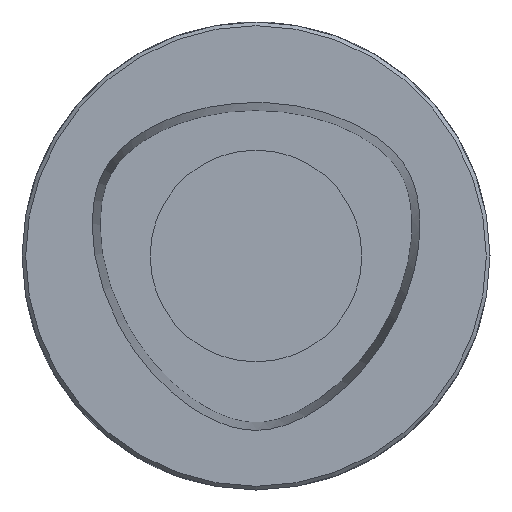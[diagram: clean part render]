
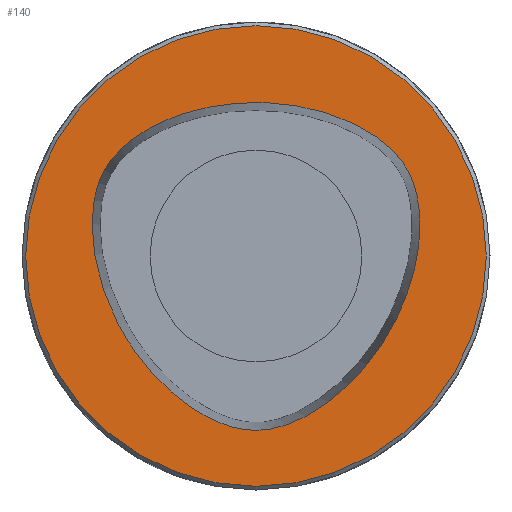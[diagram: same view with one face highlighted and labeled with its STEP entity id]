
A CAD part, left-side view. The second image highlights one B-rep face of the part: STEP entity #140.
In plain terms, the highlighted planar face has unit normal (-1, 0, 0).
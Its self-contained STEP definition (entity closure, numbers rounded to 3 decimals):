
#140=ADVANCED_FACE('',(#202,#203),#175,.F.);
#175=PLANE('',#558);
#192=CIRCLE('',#557,31.);
#202=FACE_BOUND('',#229,.T.);
#203=FACE_BOUND('',#230,.T.);
#229=EDGE_LOOP('',(#279));
#230=EDGE_LOOP('',(#280));
#279=ORIENTED_EDGE('',*,*,#457,.T.);
#280=ORIENTED_EDGE('',*,*,#458,.T.);
#409=VERTEX_POINT('',#814);
#410=VERTEX_POINT('',#889);
#457=EDGE_CURVE('',#409,#409,#192,.T.);
#458=EDGE_CURVE('',#410,#410,#521,.T.);
#521=B_SPLINE_CURVE_WITH_KNOTS('',3,(#815,#816,#817,#818,#819,#820,#821,
#822,#823,#824,#825,#826,#827,#828,#829,#830,#831,#832,#833,#834,#835,#836,
#837,#838,#839,#840,#841,#842,#843,#844,#845,#846,#847,#848,#849,#850,#851,
#852,#853,#854,#855,#856,#857,#858,#859,#860,#861,#862,#863,#864,#865,#866,
#867,#868,#869,#870,#871,#872,#873,#874,#875,#876,#877,#878,#879,#880,#881,
#882,#883,#884,#885,#886,#887,#888),.UNSPECIFIED.,.T.,.F.,(2,2,2,2,2,2,
2,2,2,2,2,2,2,2,2,2,2,2,2,2,2,2,2,2,2,2,2,2,2,2,2,2,2,2,2,2,2,2,2),(-0.063,
0.,0.031,0.063,0.094,0.125,0.141,0.156,0.172,0.188,
0.219,0.25,0.281,0.313,0.344,0.375,0.406,0.438,0.453,0.469,
0.484,0.5,0.531,0.563,0.625,0.656,0.688,0.719,0.75,0.781,0.797,
0.813,0.828,0.844,0.875,0.906,0.938,1.,1.031),.UNSPECIFIED.);
#557=AXIS2_PLACEMENT_3D('',#813,#613,#614);
#558=AXIS2_PLACEMENT_3D('',#890,#615,#616);
#613=DIRECTION('',(-1.,0.,0.));
#614=DIRECTION('',(0.,0.,-1.));
#615=DIRECTION('',(1.,0.,0.));
#616=DIRECTION('',(0.,0.,-1.));
#813=CARTESIAN_POINT('',(0.,0.,0.));
#814=CARTESIAN_POINT('',(0.,0.,-31.));
#815=CARTESIAN_POINT('',(0.,17.257,-11.64));
#816=CARTESIAN_POINT('',(0.,19.269,-7.775));
#817=CARTESIAN_POINT('',(0.,19.849,-6.457));
#818=CARTESIAN_POINT('',(0.,20.829,-3.747));
#819=CARTESIAN_POINT('',(0.,21.23,-2.348));
#820=CARTESIAN_POINT('',(0.,21.815,0.48));
#821=CARTESIAN_POINT('',(0.,21.999,1.904));
#822=CARTESIAN_POINT('',(0.,22.108,4.78));
#823=CARTESIAN_POINT('',(0.,22.031,6.248));
#824=CARTESIAN_POINT('',(0.,21.637,8.379));
#825=CARTESIAN_POINT('',(0.,21.459,9.079));
#826=CARTESIAN_POINT('',(0.,20.981,10.454));
#827=CARTESIAN_POINT('',(0.,20.678,11.127));
#828=CARTESIAN_POINT('',(0.,19.951,12.379));
#829=CARTESIAN_POINT('',(0.,19.527,12.966));
#830=CARTESIAN_POINT('',(0.,18.568,14.07));
#831=CARTESIAN_POINT('',(0.,18.043,14.578));
#832=CARTESIAN_POINT('',(0.,16.388,15.983));
#833=CARTESIAN_POINT('',(0.,15.156,16.779));
#834=CARTESIAN_POINT('',(0.,12.597,18.123));
#835=CARTESIAN_POINT('',(0.,11.267,18.673));
#836=CARTESIAN_POINT('',(0.,8.526,19.575));
#837=CARTESIAN_POINT('',(0.,7.109,19.925));
#838=CARTESIAN_POINT('',(0.,4.275,20.425));
#839=CARTESIAN_POINT('',(0.,2.85,20.578));
#840=CARTESIAN_POINT('',(0.,-0.019,20.701));
#841=CARTESIAN_POINT('',(0.,-1.47,20.669));
#842=CARTESIAN_POINT('',(0.,-4.351,20.415));
#843=CARTESIAN_POINT('',(0.,-5.77,20.195));
#844=CARTESIAN_POINT('',(0.,-8.566,19.562));
#845=CARTESIAN_POINT('',(0.,-9.943,19.149));
#846=CARTESIAN_POINT('',(0.,-12.646,18.097));
#847=CARTESIAN_POINT('',(0.,-13.954,17.464));
#848=CARTESIAN_POINT('',(0.,-15.796,16.332));
#849=CARTESIAN_POINT('',(0.,-16.391,15.924));
#850=CARTESIAN_POINT('',(0.,-17.537,15.028));
#851=CARTESIAN_POINT('',(0.,-18.086,14.541));
#852=CARTESIAN_POINT('',(0.,-19.092,13.496));
#853=CARTESIAN_POINT('',(0.,-19.553,12.935));
#854=CARTESIAN_POINT('',(0.,-20.364,11.716));
#855=CARTESIAN_POINT('',(0.,-20.706,11.066));
#856=CARTESIAN_POINT('',(0.,-21.533,9.057));
#857=CARTESIAN_POINT('',(0.,-21.838,7.609));
#858=CARTESIAN_POINT('',(0.,-22.117,4.725));
#859=CARTESIAN_POINT('',(0.,-22.092,3.256));
#860=CARTESIAN_POINT('',(0.,-21.659,-1.047));
#861=CARTESIAN_POINT('',(0.,-20.913,-3.803));
#862=CARTESIAN_POINT('',(0.,-19.254,-7.807));
#863=CARTESIAN_POINT('',(0.,-18.61,-9.107));
#864=CARTESIAN_POINT('',(0.,-17.175,-11.59));
#865=CARTESIAN_POINT('',(0.,-16.381,-12.78));
#866=CARTESIAN_POINT('',(0.,-14.635,-15.056));
#867=CARTESIAN_POINT('',(0.,-13.676,-16.149));
#868=CARTESIAN_POINT('',(0.,-11.617,-18.177));
#869=CARTESIAN_POINT('',(0.,-10.524,-19.11));
#870=CARTESIAN_POINT('',(0.,-8.186,-20.785));
#871=CARTESIAN_POINT('',(0.,-6.928,-21.537));
#872=CARTESIAN_POINT('',(0.,-4.951,-22.432));
#873=CARTESIAN_POINT('',(0.,-4.277,-22.692));
#874=CARTESIAN_POINT('',(0.,-2.893,-23.115));
#875=CARTESIAN_POINT('',(0.,-2.175,-23.279));
#876=CARTESIAN_POINT('',(0.,-0.73,-23.468));
#877=CARTESIAN_POINT('',(0.,-0.006,-23.494));
#878=CARTESIAN_POINT('',(0.,1.443,-23.398));
#879=CARTESIAN_POINT('',(0.,2.172,-23.277));
#880=CARTESIAN_POINT('',(0.,4.287,-22.747));
#881=CARTESIAN_POINT('',(0.,5.635,-22.179));
#882=CARTESIAN_POINT('',(0.,8.187,-20.792));
#883=CARTESIAN_POINT('',(0.,9.378,-19.979));
#884=CARTESIAN_POINT('',(0.,11.631,-18.168));
#885=CARTESIAN_POINT('',(0.,12.694,-17.164));
#886=CARTESIAN_POINT('',(0.,15.618,-13.99));
#887=CARTESIAN_POINT('',(0.,17.257,-11.64));
#888=CARTESIAN_POINT('',(0.,19.269,-7.775));
#889=CARTESIAN_POINT('',(0.,18.598,-9.063));
#890=CARTESIAN_POINT('',(0.,24.25,0.));
